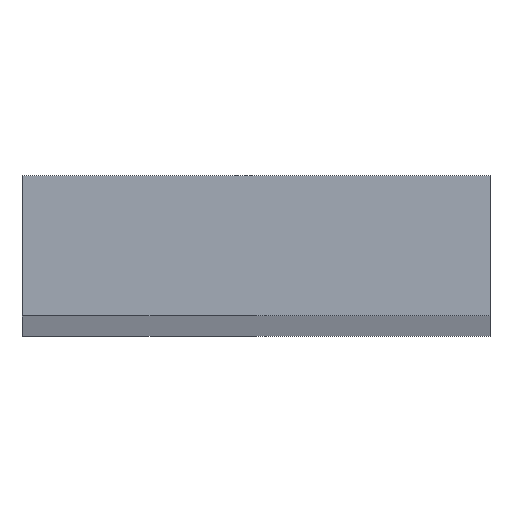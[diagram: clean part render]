
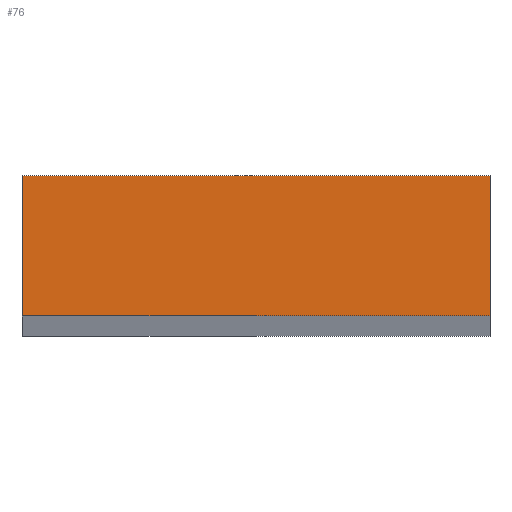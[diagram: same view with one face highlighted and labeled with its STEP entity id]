
A CAD part, top view. The second image highlights one B-rep face of the part: STEP entity #76.
In plain terms, the highlighted planar face has unit normal (0, 0, 1).
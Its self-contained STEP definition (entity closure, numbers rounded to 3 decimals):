
#7 = VECTOR ( 'NONE', #120, 1000. ) ;
#13 = VECTOR ( 'NONE', #180, 1000. ) ;
#20 = VECTOR ( 'NONE', #165, 1000. ) ;
#24 = AXIS2_PLACEMENT_3D ( 'NONE', #172, #212, #93 ) ;
#32 = FACE_OUTER_BOUND ( 'NONE', #160, .T. ) ;
#43 = VECTOR ( 'NONE', #205, 1000. ) ;
#64 = EDGE_CURVE ( 'NONE', #155, #144, #147, .T. ) ;
#74 = EDGE_CURVE ( 'NONE', #210, #154, #233, .T. ) ;
#76 = ADVANCED_FACE ( 'NONE', ( #32 ), #219, .T. ) ;
#78 = EDGE_CURVE ( 'NONE', #144, #210, #102, .T. ) ;
#83 = EDGE_CURVE ( 'NONE', #154, #155, #170, .T. ) ;
#93 = DIRECTION ( 'NONE',  ( 1., 0., 0. ) ) ;
#94 = ORIENTED_EDGE ( 'NONE', *, *, #64, .T. ) ;
#102 = LINE ( 'NONE', #227, #7 ) ;
#120 = DIRECTION ( 'NONE',  ( 1., 0., 0. ) ) ;
#124 = ORIENTED_EDGE ( 'NONE', *, *, #74, .T. ) ;
#134 = CARTESIAN_POINT ( 'NONE',  ( -20., 6., 500. ) ) ;
#144 = VERTEX_POINT ( 'NONE', #182 ) ;
#147 = LINE ( 'NONE', #134, #20 ) ;
#154 = VERTEX_POINT ( 'NONE', #174 ) ;
#155 = VERTEX_POINT ( 'NONE', #178 ) ;
#160 = EDGE_LOOP ( 'NONE', ( #94, #204, #124, #226 ) ) ;
#165 = DIRECTION ( 'NONE',  ( 0., -1., 0. ) ) ;
#170 = LINE ( 'NONE', #224, #13 ) ;
#172 = CARTESIAN_POINT ( 'NONE',  ( 0., 0., 500. ) ) ;
#174 = CARTESIAN_POINT ( 'NONE',  ( 20., 6., 500. ) ) ;
#175 = CARTESIAN_POINT ( 'NONE',  ( 20., 6., 500. ) ) ;
#178 = CARTESIAN_POINT ( 'NONE',  ( -20., 6., 500. ) ) ;
#180 = DIRECTION ( 'NONE',  ( -1., 0., 0. ) ) ;
#182 = CARTESIAN_POINT ( 'NONE',  ( -20., -6., 500. ) ) ;
#204 = ORIENTED_EDGE ( 'NONE', *, *, #78, .T. ) ;
#205 = DIRECTION ( 'NONE',  ( 0., 1., 0. ) ) ;
#210 = VERTEX_POINT ( 'NONE', #217 ) ;
#212 = DIRECTION ( 'NONE',  ( 0., 0., 1. ) ) ;
#217 = CARTESIAN_POINT ( 'NONE',  ( 20., -6., 500. ) ) ;
#219 = PLANE ( 'NONE',  #24 ) ;
#224 = CARTESIAN_POINT ( 'NONE',  ( -20., 6., 500. ) ) ;
#226 = ORIENTED_EDGE ( 'NONE', *, *, #83, .T. ) ;
#227 = CARTESIAN_POINT ( 'NONE',  ( -20., -6., 500. ) ) ;
#233 = LINE ( 'NONE', #175, #43 ) ;
